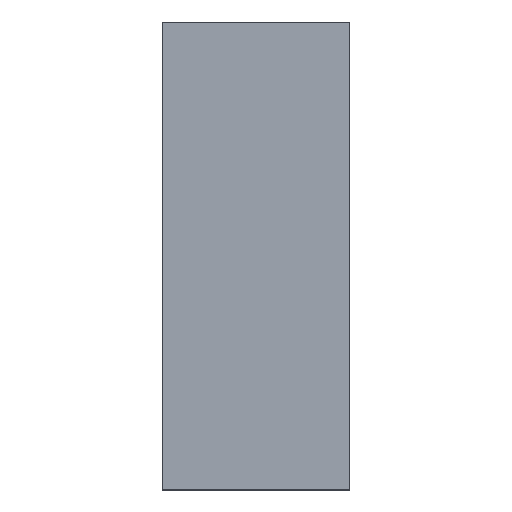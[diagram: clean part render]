
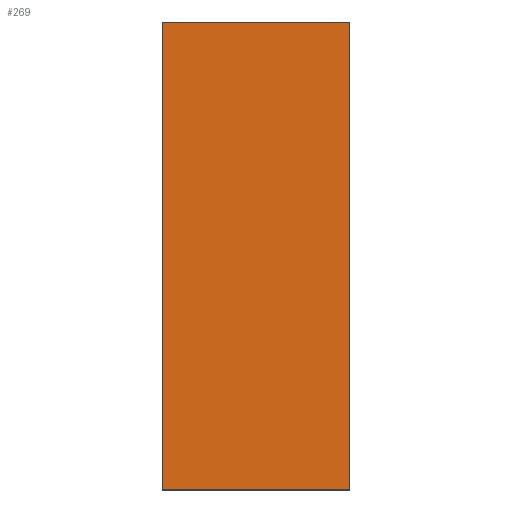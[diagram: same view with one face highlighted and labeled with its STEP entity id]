
A CAD part, top view. The second image highlights one B-rep face of the part: STEP entity #269.
In plain terms, the highlighted planar face has unit normal (0, 0, 1).
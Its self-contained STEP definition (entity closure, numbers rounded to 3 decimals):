
#22=PLANE('',#312);
#36=FACE_OUTER_BOUND('',#53,.T.);
#53=EDGE_LOOP('',(#206,#207,#208,#209));
#70=LINE('',#431,#96);
#71=LINE('',#433,#97);
#72=LINE('',#435,#98);
#73=LINE('',#436,#99);
#96=VECTOR('',#358,10.);
#97=VECTOR('',#359,10.);
#98=VECTOR('',#360,10.);
#99=VECTOR('',#361,10.);
#136=VERTEX_POINT('',#429);
#137=VERTEX_POINT('',#430);
#138=VERTEX_POINT('',#432);
#139=VERTEX_POINT('',#434);
#164=EDGE_CURVE('',#136,#137,#70,.T.);
#165=EDGE_CURVE('',#136,#138,#71,.T.);
#166=EDGE_CURVE('',#139,#138,#72,.T.);
#167=EDGE_CURVE('',#137,#139,#73,.T.);
#206=ORIENTED_EDGE('',*,*,#164,.F.);
#207=ORIENTED_EDGE('',*,*,#165,.T.);
#208=ORIENTED_EDGE('',*,*,#166,.F.);
#209=ORIENTED_EDGE('',*,*,#167,.F.);
#269=ADVANCED_FACE('',(#36),#22,.T.);
#312=AXIS2_PLACEMENT_3D('',#428,#356,#357);
#356=DIRECTION('center_axis',(0.,0.,1.));
#357=DIRECTION('ref_axis',(0.,-1.,0.));
#358=DIRECTION('',(0.,1.,0.));
#359=DIRECTION('',(1.,0.,0.));
#360=DIRECTION('',(0.,-1.,0.));
#361=DIRECTION('',(1.,0.,0.));
#428=CARTESIAN_POINT('Origin',(0.,626.379,101.154));
#429=CARTESIAN_POINT('',(0.,-373.621,101.154));
#430=CARTESIAN_POINT('',(0.,626.379,101.154));
#431=CARTESIAN_POINT('',(0.,-373.621,101.154));
#432=CARTESIAN_POINT('',(400.,-373.621,101.154));
#433=CARTESIAN_POINT('',(0.,-373.621,101.154));
#434=CARTESIAN_POINT('',(400.,626.379,101.154));
#435=CARTESIAN_POINT('',(400.,-373.621,101.154));
#436=CARTESIAN_POINT('',(0.,626.379,101.154));
